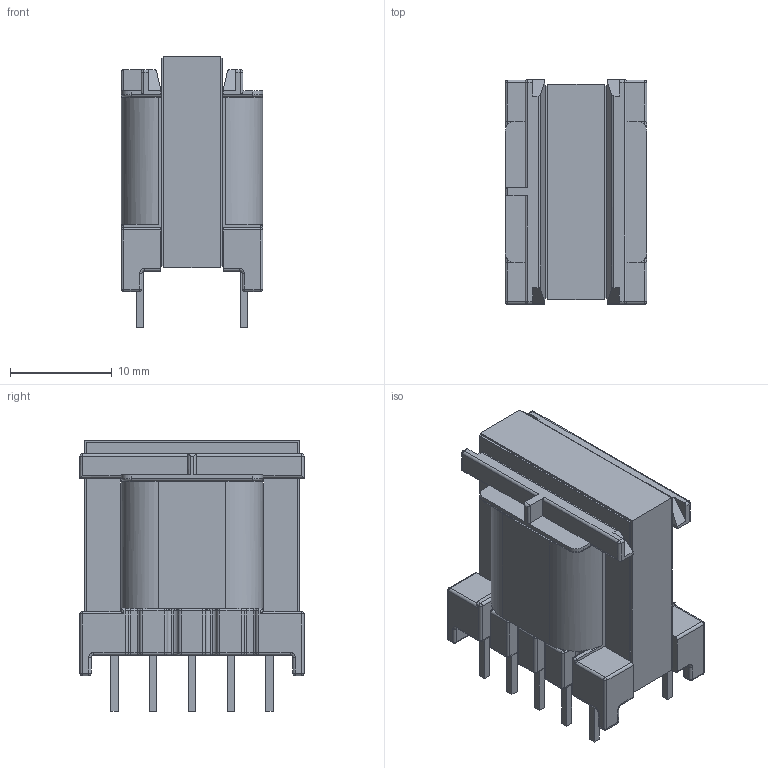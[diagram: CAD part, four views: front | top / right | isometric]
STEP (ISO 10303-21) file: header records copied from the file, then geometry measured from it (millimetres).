
FILE_DESCRIPTION(/* description */ ('Unknown'),/* implementation_level */ '2;1');
FILE_NAME(/* name */ 'T_Wurth_WE-OLLT-EE20_10_6',/* time_stamp */ '2025-12-26T10:22:48+08:00',/* author */ ('Unknown'),/* organization */ ('Unknown'),/* preprocessor_version */ 'ST-DEVELOPER v19.4',/* originating_system */ 'Solid Edge',/* authorisation */ 'Unknown');
FILE_SCHEMA (('AUTOMOTIVE_DESIGN {1 0 10303 214 3 1 1}'));
Length unit declared in the file: millimetre
Products named in the file (2): T_Wurth_WE-OLLT-EE20_10_6
Assembly tree (1 placements, depth 2):
  T_Wurth_WE-OLLT-EE20_10_6
    T_Wurth_WE-OLLT-EE20_10_6
Bounding box: 13.9 x 22 x 26.56 mm (x, y, z)
Volume: 4697.3 mm3; surface area: 3997.5 mm2
Topology: 1 solids, 1 shells, 500 faces, 1216 edges, 662 vertices
Faces by surface type: plane 204, cylinder 184, sphere 56, torus 48, bspline 8
Entity records: 17613 total; most frequent: CARTESIAN_POINT 2682, DIRECTION 2506, ORIENTED_EDGE 2304, EDGE_CURVE 1152, AXIS2_PLACEMENT_3D 902, LINE 702, VECTOR 702, VERTEX_POINT 662
